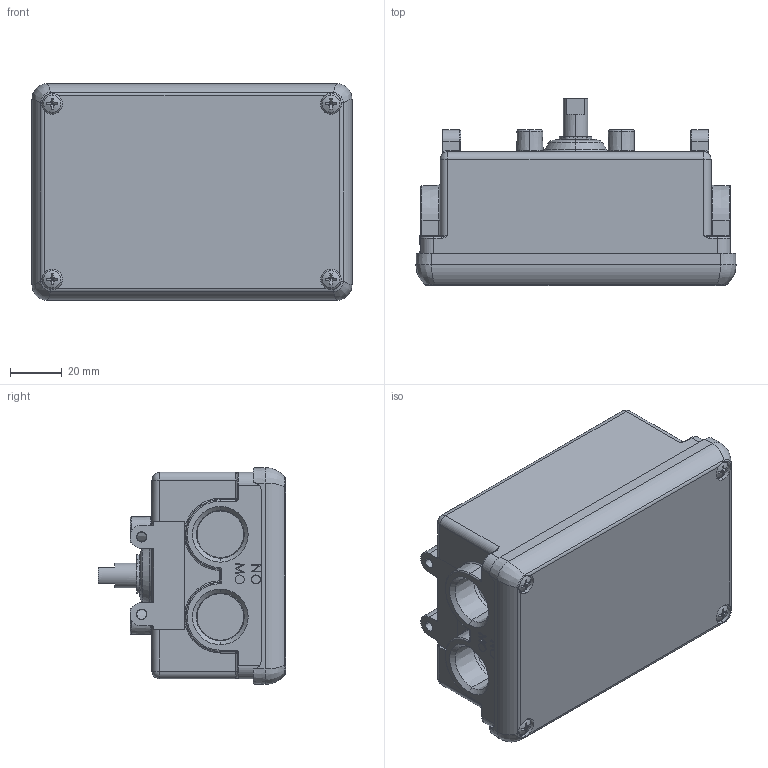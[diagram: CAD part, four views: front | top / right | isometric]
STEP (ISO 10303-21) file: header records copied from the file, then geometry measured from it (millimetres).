
FILE_DESCRIPTION (( 'STEP AP214' ), '1' );
FILE_NAME ('WSWM_PDWM2RP22M1-14_160511.STEP', '2016-05-11T08:33:26', ( '' ), ( '' ), 'SwSTEP 2.0', 'SolidWorks 2015', '' );
FILE_SCHEMA (( 'AUTOMOTIVE_DESIGN' ));
Length unit declared in the file: millimetre
Products named in the file (1): WSWM_PDWM2RP22M1-14_160511
Bounding box: 124 x 72.62 x 84 mm (x, y, z)
Volume: 162116.8 mm3; surface area: 91605.6 mm2
Topology: 9 solids, 9 shells, 842 faces, 1958 edges, 1168 vertices
Faces by surface type: plane 314, cylinder 213, cone 153, torus 102, bspline 44, sphere 16
Entity records: 25346 total; most frequent: CARTESIAN_POINT 6098, DIRECTION 4175, ORIENTED_EDGE 3880, EDGE_CURVE 1940, AXIS2_PLACEMENT_3D 1642, VERTEX_POINT 1168, EDGE_LOOP 930, VECTOR 891
